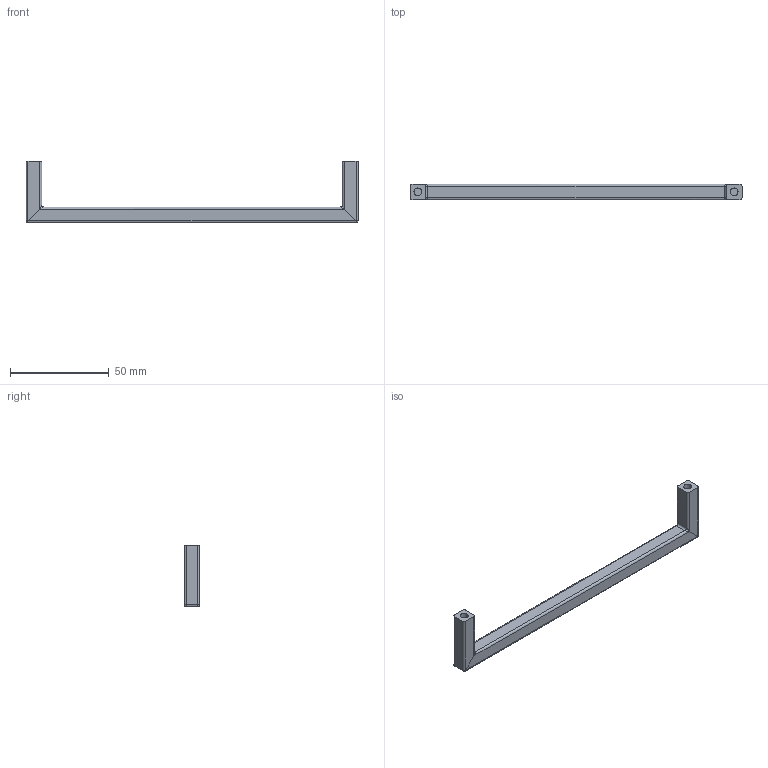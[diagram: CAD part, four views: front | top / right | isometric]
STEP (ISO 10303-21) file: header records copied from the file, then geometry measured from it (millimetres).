
FILE_DESCRIPTION (( 'STEP AP203' ), '1' );
FILE_NAME ('HDL03_STEP_V10421.STEP', '2021-04-22T08:04:27', ( '' ), ( '' ), 'SwSTEP 2.0', 'SolidWorks 2019', '' );
FILE_SCHEMA (( 'CONFIG_CONTROL_DESIGN' ));
Length unit declared in the file: millimetre
Products named in the file (1): HDL03_STEP_V10421
Bounding box: 168 x 8 x 31.3 mm (x, y, z)
Volume: 13173.1 mm3; surface area: 6989.6 mm2
Topology: 1 solids, 1 shells, 44 faces, 96 edges, 48 vertices
Faces by surface type: cylinder 20, plane 16, bspline 4, sphere 4
Entity records: 1333 total; most frequent: CARTESIAN_POINT 369, DIRECTION 194, ORIENTED_EDGE 176, EDGE_CURVE 88, AXIS2_PLACEMENT_3D 73, VERTEX_POINT 48, VECTOR 48, LINE 48
